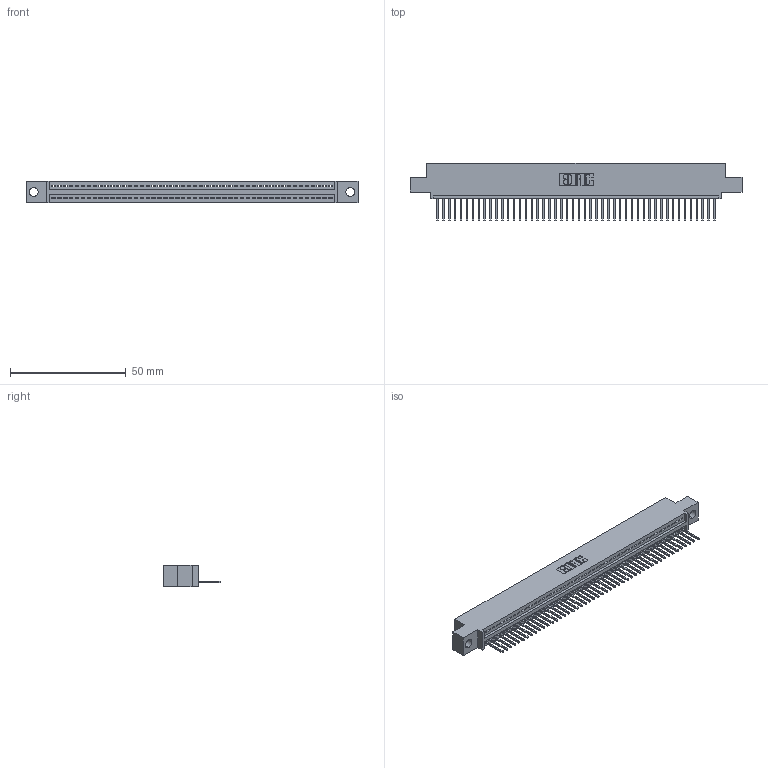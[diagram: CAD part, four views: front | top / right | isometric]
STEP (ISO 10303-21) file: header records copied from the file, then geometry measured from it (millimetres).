
FILE_DESCRIPTION (( 'STEP AP203' ), '1' );
FILE_NAME ('345-048-523-404.STEP', '2021-05-26T15:15:43', ( '' ), ( '' ), 'SwSTEP 2.0', 'SolidWorks 2020', '' );
FILE_SCHEMA (( 'CONFIG_CONTROL_DESIGN' ));
Length unit declared in the file: inch
Products named in the file (3): 345-292-001_345-293-123; 345 Part_0.110 Offset - 0.156 Dia-TI; 345-048-523-404
Assembly tree (49 placements, depth 2):
  345-048-523-404
    345 Part_0.110 Offset - 0.156 Dia-TI
    345-292-001_345-293-123  x48
Bounding box: 143.13 x 24.82 x 9.4 mm (x, y, z)
Volume: 13445.8 mm3; surface area: 17926.5 mm2
Topology: 49 solids, 49 shells, 2928 faces, 8837 edges, 5826 vertices
Faces by surface type: plane 2018, cylinder 910
Entity records: 35887 total; most frequent: CARTESIAN_POINT 6226, ORIENTED_EDGE 6206, DIRECTION 5427, EDGE_CURVE 3103, VECTOR 2779, LINE 2779, VERTEX_POINT 2066, AXIS2_PLACEMENT_3D 1324
